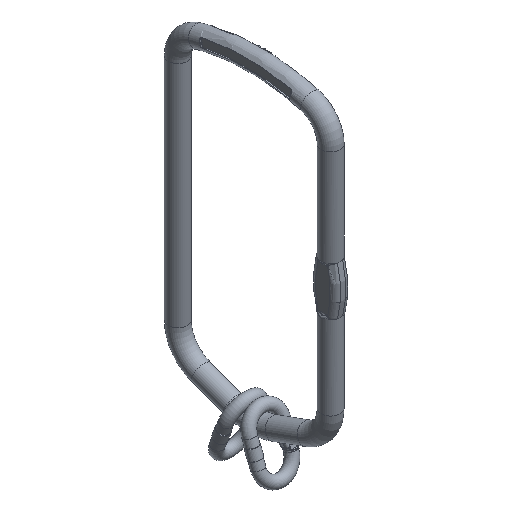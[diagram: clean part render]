
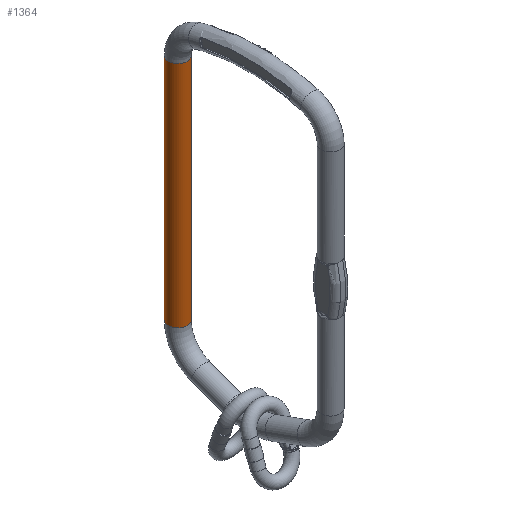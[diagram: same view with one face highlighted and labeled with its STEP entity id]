
A CAD part, isometric view. The second image highlights one B-rep face of the part: STEP entity #1364.
In plain terms, the highlighted cylindrical face has radius 11 mm (diameter 22 mm), a full revolution.
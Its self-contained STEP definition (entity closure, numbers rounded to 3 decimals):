
#1364=ADVANCED_FACE('',(#1671,#1672),#1607,.T.);
#1607=CYLINDRICAL_SURFACE('',#4905,11.);
#1671=FACE_BOUND('',#1813,.T.);
#1672=FACE_BOUND('',#1814,.T.);
#1813=EDGE_LOOP('',(#2471));
#1814=EDGE_LOOP('',(#2472));
#2471=ORIENTED_EDGE('',*,*,#4129,.T.);
#2472=ORIENTED_EDGE('',*,*,#4130,.F.);
#3625=VERTEX_POINT('',#8360);
#3626=VERTEX_POINT('',#8362);
#4129=EDGE_CURVE('',#3625,#3625,#4665,.T.);
#4130=EDGE_CURVE('',#3626,#3626,#4666,.T.);
#4665=CIRCLE('',#4903,11.);
#4666=CIRCLE('',#4904,11.);
#4903=AXIS2_PLACEMENT_3D('',#8359,#5442,#5443);
#4904=AXIS2_PLACEMENT_3D('',#8361,#5444,#5445);
#4905=AXIS2_PLACEMENT_3D('',#8363,#5446,#5447);
#5442=DIRECTION('',(0.,0.,1.));
#5443=DIRECTION('',(0.,1.,0.));
#5444=DIRECTION('',(0.,0.,1.));
#5445=DIRECTION('',(0.,1.,0.));
#5446=DIRECTION('',(0.,0.,-1.));
#5447=DIRECTION('',(-1.,0.,0.));
#8359=CARTESIAN_POINT('',(0.,88.5,-124.637));
#8360=CARTESIAN_POINT('',(0.,99.5,-124.637));
#8361=CARTESIAN_POINT('',(0.,88.5,140.266));
#8362=CARTESIAN_POINT('',(0.,99.5,140.266));
#8363=CARTESIAN_POINT('',(0.,88.5,140.266));
